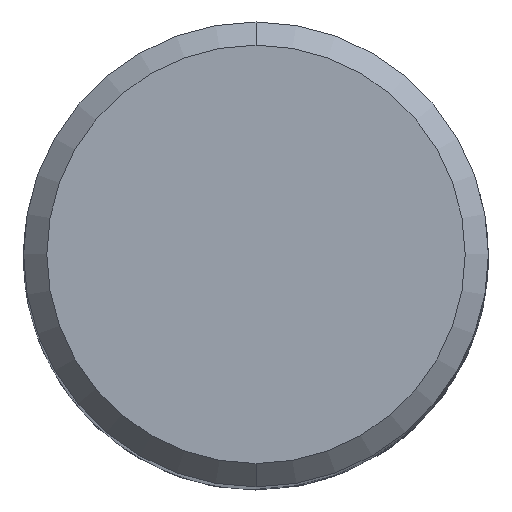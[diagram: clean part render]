
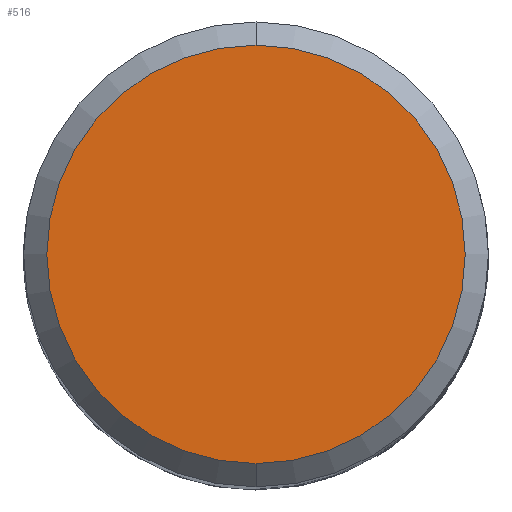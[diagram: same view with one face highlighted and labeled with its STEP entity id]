
A CAD part, top view. The second image highlights one B-rep face of the part: STEP entity #516.
In plain terms, the highlighted planar face has unit normal (0, 0, 1).
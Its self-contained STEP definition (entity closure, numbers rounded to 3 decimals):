
#358=EDGE_CURVE('',#838,#762,#1008,.T.);
#516=ADVANCED_FACE('',(#1177),#1178,.T.);
#762=VERTEX_POINT('',#1452);
#774=EDGE_CURVE('',#762,#838,#1466,.T.);
#838=VERTEX_POINT('',#1532);
#1008=CIRCLE('',#1714,9.0);
#1177=FACE_OUTER_BOUND('',#2713,.T.);
#1178=PLANE('',#2714);
#1452=CARTESIAN_POINT('',(0.,-9.0,0.0));
#1466=CIRCLE('',#6073,9.0);
#1532=CARTESIAN_POINT('',(0.0,9.0,0.0));
#1714=AXIS2_PLACEMENT_3D('',#7702,#7703,#7704);
#2713=EDGE_LOOP('',(#7839,#7840));
#2714=AXIS2_PLACEMENT_3D('',#7841,#7842,#7843);
#6073=AXIS2_PLACEMENT_3D('',#8233,#8234,#8235);
#7702=CARTESIAN_POINT('',(0.0,0.0,0.0));
#7703=DIRECTION('',(0.0,0.0,-1.0));
#7704=DIRECTION('',(0.0,1.0,0.0));
#7839=ORIENTED_EDGE('',*,*,#358,.F.);
#7840=ORIENTED_EDGE('',*,*,#774,.F.);
#7841=CARTESIAN_POINT('',(0.0,4.5,0.0));
#7842=DIRECTION('',(-0.0,0.0,1.0));
#7843=DIRECTION('',(0.0,-1.0,0.0));
#8233=CARTESIAN_POINT('',(0.0,0.0,0.0));
#8234=DIRECTION('',(0.0,0.0,-1.0));
#8235=DIRECTION('',(0.0,1.0,0.0));
